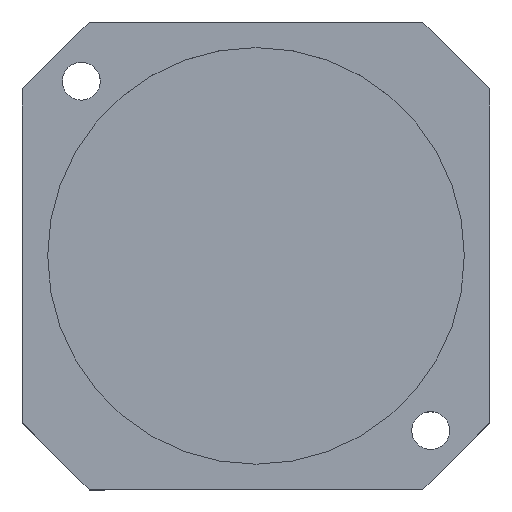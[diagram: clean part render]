
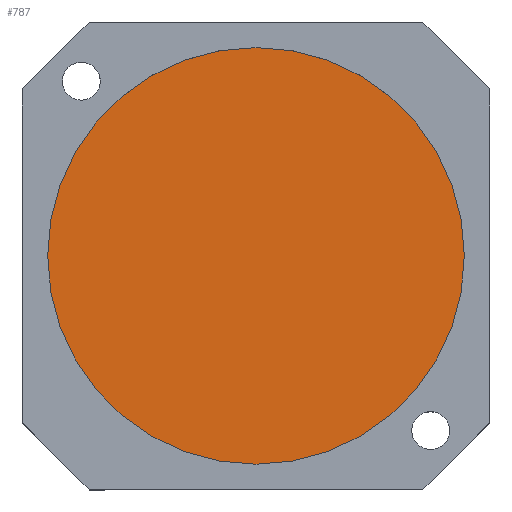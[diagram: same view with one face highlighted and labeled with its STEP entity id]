
A CAD part, top view. The second image highlights one B-rep face of the part: STEP entity #787.
In plain terms, the highlighted planar face has unit normal (0, 0, 1).
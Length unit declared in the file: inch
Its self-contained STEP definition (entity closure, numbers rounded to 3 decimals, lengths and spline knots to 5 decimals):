
#25 = VERTEX_POINT ( 'NONE', #105 ) ;
#85 = CARTESIAN_POINT ( 'NONE',  ( 0.38183, -0.43683, 0.629 ) ) ;
#105 = CARTESIAN_POINT ( 'NONE',  ( 1.48183, -0.43683, 0.629 ) ) ;
#106 = DIRECTION ( 'NONE',  ( 0., 0., 1. ) ) ;
#108 = EDGE_CURVE ( 'NONE', #25, #163, #232, .T. ) ;
#126 = DIRECTION ( 'NONE',  ( 1., 0., 0. ) ) ;
#136 = EDGE_LOOP ( 'NONE', ( #803, #622 ) ) ;
#138 = PLANE ( 'NONE',  #643 ) ;
#163 = VERTEX_POINT ( 'NONE', #314 ) ;
#232 = CIRCLE ( 'NONE', #737, 1.1 ) ;
#257 = CIRCLE ( 'NONE', #596, 1.1 ) ;
#314 = CARTESIAN_POINT ( 'NONE',  ( -0.71817, -0.43683, 0.629 ) ) ;
#338 = FACE_OUTER_BOUND ( 'NONE', #136, .T. ) ;
#373 = DIRECTION ( 'NONE',  ( 1., 0., 0. ) ) ;
#383 = DIRECTION ( 'NONE',  ( 0., 0., 1. ) ) ;
#393 = CARTESIAN_POINT ( 'NONE',  ( 0.38183, -0.43683, 0.629 ) ) ;
#596 = AXIS2_PLACEMENT_3D ( 'NONE', #831, #833, #834 ) ;
#622 = ORIENTED_EDGE ( 'NONE', *, *, #883, .T. ) ;
#643 = AXIS2_PLACEMENT_3D ( 'NONE', #85, #106, #126 ) ;
#737 = AXIS2_PLACEMENT_3D ( 'NONE', #393, #383, #373 ) ;
#787 = ADVANCED_FACE ( 'NONE', ( #338 ), #138, .T. ) ;
#803 = ORIENTED_EDGE ( 'NONE', *, *, #108, .T. ) ;
#831 = CARTESIAN_POINT ( 'NONE',  ( 0.38183, -0.43683, 0.629 ) ) ;
#833 = DIRECTION ( 'NONE',  ( 0., 0., 1. ) ) ;
#834 = DIRECTION ( 'NONE',  ( 1., 0., 0. ) ) ;
#883 = EDGE_CURVE ( 'NONE', #163, #25, #257, .T. ) ;
